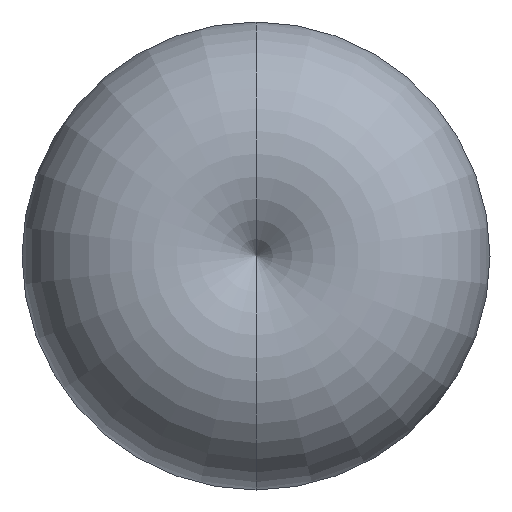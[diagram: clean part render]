
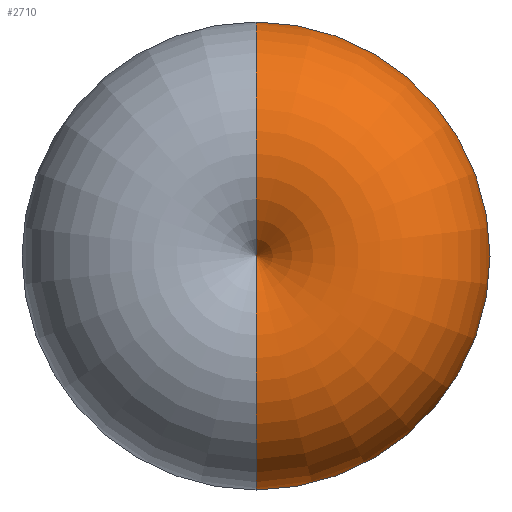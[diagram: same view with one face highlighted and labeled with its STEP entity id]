
A CAD part, front view. The second image highlights one B-rep face of the part: STEP entity #2710.
In plain terms, the highlighted toroidal (fillet/blend) face has major radius 0.15 mm and minor radius 0.2 mm.
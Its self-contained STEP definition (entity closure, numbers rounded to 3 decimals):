
#3 = DIRECTION ( 'NONE',  ( 1., 0., 0. ) ) ;
#85 = CIRCLE ( 'NONE', #2660, 0.2 ) ;
#151 = DIRECTION ( 'NONE',  ( 0., 0., 1. ) ) ;
#791 = ORIENTED_EDGE ( 'NONE', *, *, #2551, .T. ) ;
#842 = FACE_OUTER_BOUND ( 'NONE', #1029, .T. ) ;
#863 = CARTESIAN_POINT ( 'NONE',  ( 0., -17.563, 0. ) ) ;
#887 = ORIENTED_EDGE ( 'NONE', *, *, #1656, .F. ) ;
#919 = DIRECTION ( 'NONE',  ( 0., 1., 0. ) ) ;
#1029 = EDGE_LOOP ( 'NONE', ( #887, #791, #1318 ) ) ;
#1032 = AXIS2_PLACEMENT_3D ( 'NONE', #2200, #2176, #151 ) ;
#1057 = DIRECTION ( 'NONE',  ( 0., 0., 1. ) ) ;
#1318 = ORIENTED_EDGE ( 'NONE', *, *, #2166, .F. ) ;
#1329 = DIRECTION ( 'NONE',  ( -1., 0., 0. ) ) ;
#1417 = DIRECTION ( 'NONE',  ( 0., 0., 1. ) ) ;
#1551 = CARTESIAN_POINT ( 'NONE',  ( 0., -17.431, -0.15 ) ) ;
#1600 = CIRCLE ( 'NONE', #1032, 0.35 ) ;
#1656 = EDGE_CURVE ( 'NONE', #2266, #2117, #1914, .T. ) ;
#1829 = CARTESIAN_POINT ( 'NONE',  ( 0., -17.431, 0. ) ) ;
#1866 = VERTEX_POINT ( 'NONE', #2097 ) ;
#1914 = CIRCLE ( 'NONE', #2219, 0.2 ) ;
#2097 = CARTESIAN_POINT ( 'NONE',  ( 0., -17.431, -0.35 ) ) ;
#2117 = VERTEX_POINT ( 'NONE', #2410 ) ;
#2166 = EDGE_CURVE ( 'Defeature ausgef�hrt1_2+Defeature ausgef�hrt1_3+Defeature ausgef�hrt1_3+Defeature ausgef�hrt1_3', #2117, #1866, #1600, .T. ) ;
#2176 = DIRECTION ( 'NONE',  ( 0., 1., 0. ) ) ;
#2200 = CARTESIAN_POINT ( 'NONE',  ( 0., -17.431, 0. ) ) ;
#2219 = AXIS2_PLACEMENT_3D ( 'NONE', #2226, #1329, #1057 ) ;
#2226 = CARTESIAN_POINT ( 'NONE',  ( 0., -17.431, 0.15 ) ) ;
#2266 = VERTEX_POINT ( 'NONE', #863 ) ;
#2280 = TOROIDAL_SURFACE ( 'NONE', #2606, 0.15, 0.2 ) ;
#2410 = CARTESIAN_POINT ( 'NONE',  ( 0., -17.431, 0.35 ) ) ;
#2551 = EDGE_CURVE ( 'NONE', #2266, #1866, #85, .T. ) ;
#2606 = AXIS2_PLACEMENT_3D ( 'NONE', #1829, #919, #1417 ) ;
#2660 = AXIS2_PLACEMENT_3D ( 'NONE', #1551, #3, #2686 ) ;
#2686 = DIRECTION ( 'NONE',  ( 0., 0., -1. ) ) ;
#2710 = ADVANCED_FACE ( 'Defeature ausgef�hrt1_3', ( #842 ), #2280, .T. ) ;
